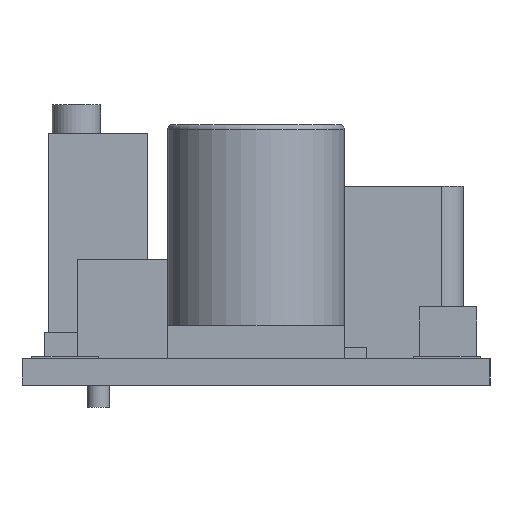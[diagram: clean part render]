
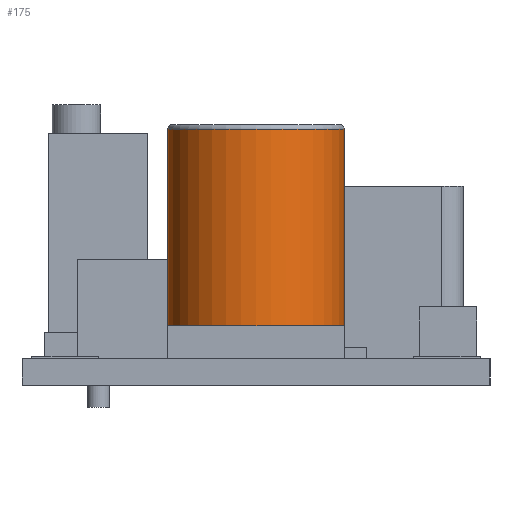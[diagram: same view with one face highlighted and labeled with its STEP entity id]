
A CAD part, left-side view. The second image highlights one B-rep face of the part: STEP entity #175.
In plain terms, the highlighted cylindrical face has radius 4 mm (diameter 8 mm), a full revolution.
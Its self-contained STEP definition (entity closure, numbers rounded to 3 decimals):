
#175 = ADVANCED_FACE( '', ( #485, #486 ), #487, .T. );
#485 = FACE_OUTER_BOUND( '', #977, .T. );
#486 = FACE_OUTER_BOUND( '', #978, .T. );
#487 = CYLINDRICAL_SURFACE( '', #979, 4. );
#977 = EDGE_LOOP( '', ( #1476 ) );
#978 = EDGE_LOOP( '', ( #1477, #1478, #1479, #1480 ) );
#979 = AXIS2_PLACEMENT_3D( '', #1481, #1482, #1483 );
#1476 = ORIENTED_EDGE( '', *, *, #2769, .T. );
#1477 = ORIENTED_EDGE( '', *, *, #2770, .T. );
#1478 = ORIENTED_EDGE( '', *, *, #2771, .T. );
#1479 = ORIENTED_EDGE( '', *, *, #2772, .T. );
#1480 = ORIENTED_EDGE( '', *, *, #2773, .T. );
#1481 = CARTESIAN_POINT( '', ( -16.8, 0., 11.8 ) );
#1482 = DIRECTION( '', ( 0., 0., 1. ) );
#1483 = DIRECTION( '', ( -1., 0., 0. ) );
#2769 = EDGE_CURVE( '', #3285, #3285, #3286, .T. );
#2770 = EDGE_CURVE( '', #3275, #3287, #3288, .F. );
#2771 = EDGE_CURVE( '', #3287, #3289, #3290, .F. );
#2772 = EDGE_CURVE( '', #3289, #3291, #3292, .F. );
#2773 = EDGE_CURVE( '', #3291, #3275, #3293, .F. );
#3275 = VERTEX_POINT( '', #4031 );
#3285 = VERTEX_POINT( '', #4046 );
#3286 = CIRCLE( '', #4047, 4. );
#3287 = VERTEX_POINT( '', #4048 );
#3288 = CIRCLE( '', #4049, 4. );
#3289 = VERTEX_POINT( '', #4050 );
#3290 = CIRCLE( '', #4051, 4. );
#3291 = VERTEX_POINT( '', #4052 );
#3292 = CIRCLE( '', #4053, 4. );
#3293 = CIRCLE( '', #4054, 4. );
#4031 = CARTESIAN_POINT( '', ( -16.8, 4., 2.7 ) );
#4046 = CARTESIAN_POINT( '', ( -20.8, 0., 11.6 ) );
#4047 = AXIS2_PLACEMENT_3D( '', #5068, #5069, #5070 );
#4048 = CARTESIAN_POINT( '', ( -20.8, 0., 2.7 ) );
#4049 = AXIS2_PLACEMENT_3D( '', #5071, #5072, #5073 );
#4050 = CARTESIAN_POINT( '', ( -16.8, -4., 2.7 ) );
#4051 = AXIS2_PLACEMENT_3D( '', #5074, #5075, #5076 );
#4052 = CARTESIAN_POINT( '', ( -12.8, 0., 2.7 ) );
#4053 = AXIS2_PLACEMENT_3D( '', #5077, #5078, #5079 );
#4054 = AXIS2_PLACEMENT_3D( '', #5080, #5081, #5082 );
#5068 = CARTESIAN_POINT( '', ( -16.8, 0., 11.6 ) );
#5069 = DIRECTION( '', ( 0., 0., -1. ) );
#5070 = DIRECTION( '', ( -1., 0., 0. ) );
#5071 = CARTESIAN_POINT( '', ( -16.8, 0., 2.7 ) );
#5072 = DIRECTION( '', ( 0., 0., -1. ) );
#5073 = DIRECTION( '', ( -1., 0., 0. ) );
#5074 = CARTESIAN_POINT( '', ( -16.8, 0., 2.7 ) );
#5075 = DIRECTION( '', ( 0., 0., -1. ) );
#5076 = DIRECTION( '', ( -1., 0., 0. ) );
#5077 = CARTESIAN_POINT( '', ( -16.8, 0., 2.7 ) );
#5078 = DIRECTION( '', ( 0., 0., -1. ) );
#5079 = DIRECTION( '', ( -1., 0., 0. ) );
#5080 = CARTESIAN_POINT( '', ( -16.8, 0., 2.7 ) );
#5081 = DIRECTION( '', ( 0., 0., -1. ) );
#5082 = DIRECTION( '', ( -1., 0., 0. ) );
